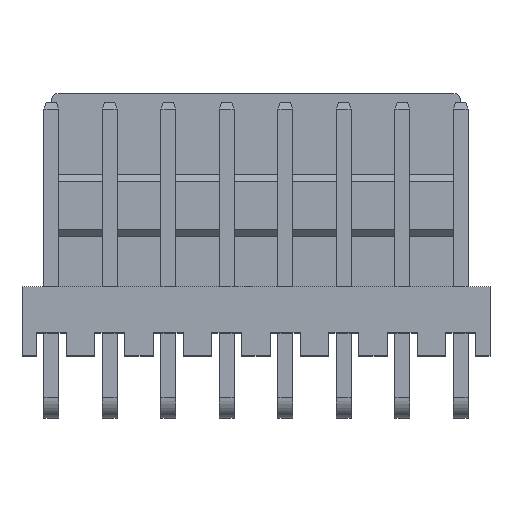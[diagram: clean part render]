
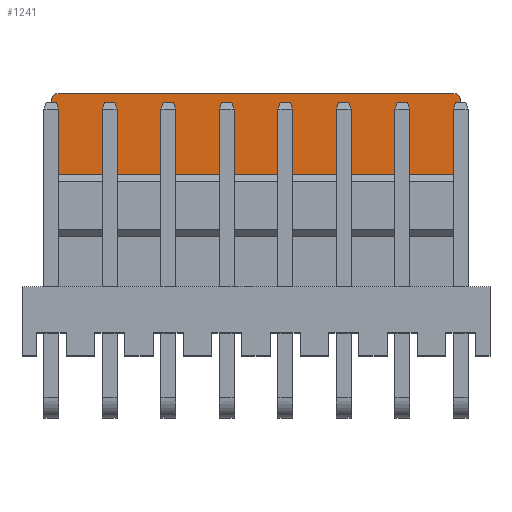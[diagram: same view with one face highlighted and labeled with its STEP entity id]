
A CAD part, top view. The second image highlights one B-rep face of the part: STEP entity #1241.
In plain terms, the highlighted planar face has unit normal (0, 0, 1).
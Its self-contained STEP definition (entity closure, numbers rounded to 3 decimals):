
#299 = EDGE_LOOP ( 'NONE', ( #4921, #5446, #5986, #778, #4741, #4219 ) ) ;
#522 = DIRECTION ( 'NONE',  ( 1., 0., 0. ) ) ;
#540 = VERTEX_POINT ( 'NONE', #4124 ) ;
#740 = CARTESIAN_POINT ( 'NONE',  ( 17.78, 13.78, 0.9 ) ) ;
#778 = ORIENTED_EDGE ( 'NONE', *, *, #5206, .F. ) ;
#1090 = CARTESIAN_POINT ( 'NONE',  ( 17.78, 13.48, 0.9 ) ) ;
#1125 = FACE_OUTER_BOUND ( 'NONE', #299, .T. ) ;
#1241 = ADVANCED_FACE ( 'NONE', ( #1125 ), #5571, .T. ) ;
#1244 = CARTESIAN_POINT ( 'NONE',  ( 0.3, 13.48, 0.9 ) ) ;
#1291 = LINE ( 'NONE', #4600, #3631 ) ;
#1353 = DIRECTION ( 'NONE',  ( 1., 0., 0. ) ) ;
#1367 = CIRCLE ( 'NONE', #7067, 0.3 ) ;
#1481 = CARTESIAN_POINT ( 'NONE',  ( 0., 0., 0.9 ) ) ;
#1643 = EDGE_CURVE ( 'NONE', #540, #3041, #1291, .T. ) ;
#1664 = VERTEX_POINT ( 'NONE', #5406 ) ;
#1856 = CARTESIAN_POINT ( 'NONE',  ( 17.78, 10.28, 0.9 ) ) ;
#2052 = EDGE_CURVE ( 'NONE', #1664, #3041, #4342, .T. ) ;
#2117 = AXIS2_PLACEMENT_3D ( 'NONE', #6599, #3820, #522 ) ;
#2224 = AXIS2_PLACEMENT_3D ( 'NONE', #5157, #6296, #5195 ) ;
#2521 = VECTOR ( 'NONE', #5764, 1000. ) ;
#3041 = VERTEX_POINT ( 'NONE', #1090 ) ;
#3105 = DIRECTION ( 'NONE',  ( 0., 1., 0. ) ) ;
#3282 = VERTEX_POINT ( 'NONE', #7090 ) ;
#3438 = LINE ( 'NONE', #1856, #2521 ) ;
#3463 = DIRECTION ( 'NONE',  ( 0., 0., -1. ) ) ;
#3537 = CARTESIAN_POINT ( 'NONE',  ( 0., 13.48, 0.9 ) ) ;
#3631 = VECTOR ( 'NONE', #6827, 1000. ) ;
#3820 = DIRECTION ( 'NONE',  ( 0., 0., -1. ) ) ;
#4124 = CARTESIAN_POINT ( 'NONE',  ( 17.78, 10.28, 0.9 ) ) ;
#4219 = ORIENTED_EDGE ( 'NONE', *, *, #1643, .T. ) ;
#4234 = CARTESIAN_POINT ( 'NONE',  ( 0., 10.28, 0.9 ) ) ;
#4342 = CIRCLE ( 'NONE', #2117, 0.3 ) ;
#4600 = CARTESIAN_POINT ( 'NONE',  ( 17.78, 0., 0.9 ) ) ;
#4714 = VECTOR ( 'NONE', #3105, 1000. ) ;
#4741 = ORIENTED_EDGE ( 'NONE', *, *, #7036, .T. ) ;
#4921 = ORIENTED_EDGE ( 'NONE', *, *, #2052, .F. ) ;
#5157 = CARTESIAN_POINT ( 'NONE',  ( 17.78, 10.28, 0.9 ) ) ;
#5172 = LINE ( 'NONE', #740, #5205 ) ;
#5195 = DIRECTION ( 'NONE',  ( 0., -1., 0. ) ) ;
#5205 = VECTOR ( 'NONE', #1353, 1000. ) ;
#5206 = EDGE_CURVE ( 'NONE', #6340, #5650, #5452, .T. ) ;
#5406 = CARTESIAN_POINT ( 'NONE',  ( 17.48, 13.78, 0.9 ) ) ;
#5446 = ORIENTED_EDGE ( 'NONE', *, *, #5561, .F. ) ;
#5452 = LINE ( 'NONE', #1481, #4714 ) ;
#5561 = EDGE_CURVE ( 'NONE', #3282, #1664, #5172, .T. ) ;
#5571 = PLANE ( 'NONE',  #2224 ) ;
#5650 = VERTEX_POINT ( 'NONE', #3537 ) ;
#5764 = DIRECTION ( 'NONE',  ( 1., 0., 0. ) ) ;
#5794 = DIRECTION ( 'NONE',  ( -1., 0., 0. ) ) ;
#5986 = ORIENTED_EDGE ( 'NONE', *, *, #6238, .F. ) ;
#6238 = EDGE_CURVE ( 'NONE', #5650, #3282, #1367, .T. ) ;
#6296 = DIRECTION ( 'NONE',  ( 0., 0., 1. ) ) ;
#6340 = VERTEX_POINT ( 'NONE', #4234 ) ;
#6599 = CARTESIAN_POINT ( 'NONE',  ( 17.48, 13.48, 0.9 ) ) ;
#6827 = DIRECTION ( 'NONE',  ( 0., 1., 0. ) ) ;
#7036 = EDGE_CURVE ( 'NONE', #6340, #540, #3438, .T. ) ;
#7067 = AXIS2_PLACEMENT_3D ( 'NONE', #1244, #3463, #5794 ) ;
#7090 = CARTESIAN_POINT ( 'NONE',  ( 0.3, 13.78, 0.9 ) ) ;
